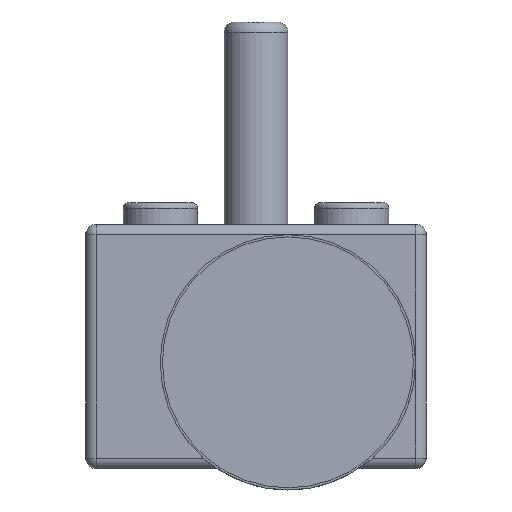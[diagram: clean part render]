
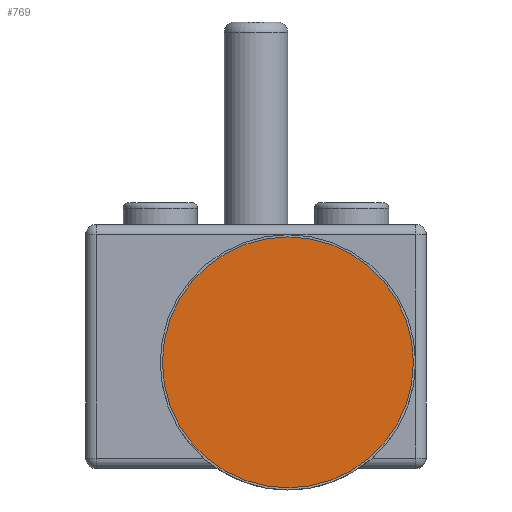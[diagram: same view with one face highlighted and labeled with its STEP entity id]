
A CAD part, front view. The second image highlights one B-rep face of the part: STEP entity #769.
In plain terms, the highlighted planar face has unit normal (0, -1, 0).
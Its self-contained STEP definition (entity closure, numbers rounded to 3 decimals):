
#41=PLANE('',#845);
#65=FACE_OUTER_BOUND('',#125,.T.);
#125=EDGE_LOOP('',(#525));
#273=CIRCLE('',#844,11.8);
#346=VERTEX_POINT('',#1286);
#411=EDGE_CURVE('',#346,#346,#273,.T.);
#525=ORIENTED_EDGE('',*,*,#411,.F.);
#769=ADVANCED_FACE('',(#65),#41,.T.);
#844=AXIS2_PLACEMENT_3D('',#1288,#982,#983);
#845=AXIS2_PLACEMENT_3D('',#1289,#984,#985);
#982=DIRECTION('center_axis',(0.,1.,0.));
#983=DIRECTION('ref_axis',(1.,0.,0.));
#984=DIRECTION('center_axis',(0.,-1.,0.));
#985=DIRECTION('ref_axis',(1.,0.,0.));
#1286=CARTESIAN_POINT('',(-8.8,-53.,10.));
#1288=CARTESIAN_POINT('Origin',(3.,-53.,10.));
#1289=CARTESIAN_POINT('Origin',(3.,-53.,10.));
